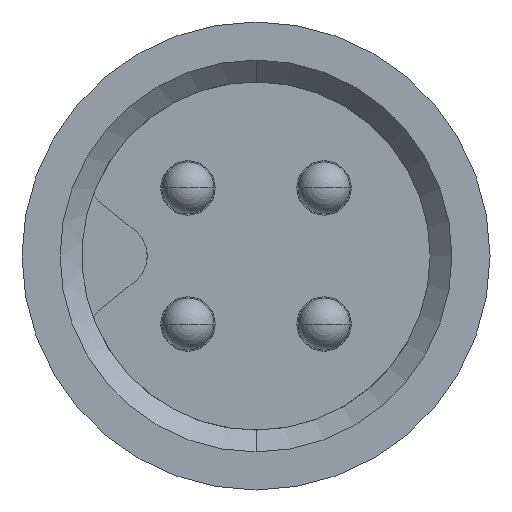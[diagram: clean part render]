
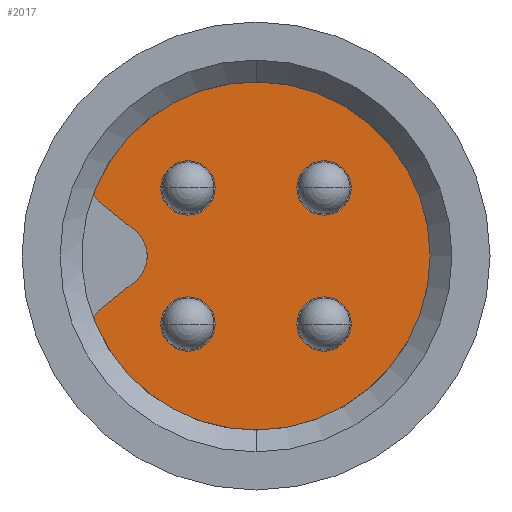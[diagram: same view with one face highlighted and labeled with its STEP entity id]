
A CAD part, left-side view. The second image highlights one B-rep face of the part: STEP entity #2017.
In plain terms, the highlighted planar face has unit normal (-1, 0, 0).
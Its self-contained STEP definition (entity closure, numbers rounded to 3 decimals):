
#543=DIRECTION('',(0.,0.777,-0.629));
#544=VECTOR('',#543,0.43);
#545=CARTESIAN_POINT('',(4.5,1.111,-0.233));
#546=LINE('',#545,#544);
#547=CARTESIAN_POINT('',(4.5,1.3,0.));
#548=DIRECTION('',(1.,0.,0.));
#549=DIRECTION('',(0.,-0.629,0.777));
#550=AXIS2_PLACEMENT_3D('',#547,#548,#549);
#552=DIRECTION('',(0.,-0.777,-0.629));
#553=VECTOR('',#552,0.43);
#554=CARTESIAN_POINT('',(4.5,1.446,0.504));
#555=LINE('',#554,#553);
#556=CARTESIAN_POINT('',(4.5,1.383,0.582));
#557=DIRECTION('',(-1.,0.,0.));
#558=DIRECTION('',(0.,0.922,0.388));
#559=AXIS2_PLACEMENT_3D('',#556,#557,#558);
#561=CARTESIAN_POINT('',(4.5,0.,0.));
#562=DIRECTION('',(1.,0.,0.));
#563=DIRECTION('',(0.,0.922,0.388));
#564=AXIS2_PLACEMENT_3D('',#561,#562,#563);
#566=CARTESIAN_POINT('',(4.5,1.383,-0.582));
#567=DIRECTION('',(-1.,0.,0.));
#568=DIRECTION('',(0.,0.629,0.777));
#569=AXIS2_PLACEMENT_3D('',#566,#567,#568);
#571=CARTESIAN_POINT('',(4.5,-0.625,0.625));
#572=DIRECTION('',(-1.,0.,0.));
#573=DIRECTION('',(0.,-1.,0.));
#574=AXIS2_PLACEMENT_3D('',#571,#572,#573);
#576=CARTESIAN_POINT('',(4.5,-0.625,0.625));
#577=DIRECTION('',(-1.,0.,0.));
#578=DIRECTION('',(0.,1.,0.));
#579=AXIS2_PLACEMENT_3D('',#576,#577,#578);
#581=CARTESIAN_POINT('',(4.5,0.625,0.625));
#582=DIRECTION('',(-1.,0.,0.));
#583=DIRECTION('',(0.,-1.,0.));
#584=AXIS2_PLACEMENT_3D('',#581,#582,#583);
#586=CARTESIAN_POINT('',(4.5,0.625,0.625));
#587=DIRECTION('',(-1.,0.,0.));
#588=DIRECTION('',(0.,1.,0.));
#589=AXIS2_PLACEMENT_3D('',#586,#587,#588);
#591=CARTESIAN_POINT('',(4.5,0.625,-0.625));
#592=DIRECTION('',(-1.,0.,0.));
#593=DIRECTION('',(0.,-1.,0.));
#594=AXIS2_PLACEMENT_3D('',#591,#592,#593);
#596=CARTESIAN_POINT('',(4.5,0.625,-0.625));
#597=DIRECTION('',(-1.,0.,0.));
#598=DIRECTION('',(0.,1.,0.));
#599=AXIS2_PLACEMENT_3D('',#596,#597,#598);
#601=CARTESIAN_POINT('',(4.5,-0.625,-0.625));
#602=DIRECTION('',(-1.,0.,0.));
#603=DIRECTION('',(0.,-1.,0.));
#604=AXIS2_PLACEMENT_3D('',#601,#602,#603);
#606=CARTESIAN_POINT('',(4.5,-0.625,-0.625));
#607=DIRECTION('',(-1.,0.,0.));
#608=DIRECTION('',(0.,1.,0.));
#609=AXIS2_PLACEMENT_3D('',#606,#607,#608);
#991=CARTESIAN_POINT('',(4.5,1.111,-0.233));
#992=CARTESIAN_POINT('',(4.5,1.446,-0.504));
#993=VERTEX_POINT('',#991);
#994=VERTEX_POINT('',#992);
#995=CARTESIAN_POINT('',(4.5,1.475,-0.62));
#996=VERTEX_POINT('',#995);
#997=CARTESIAN_POINT('',(4.5,1.475,0.62));
#998=VERTEX_POINT('',#997);
#999=CARTESIAN_POINT('',(4.5,1.446,0.504));
#1000=VERTEX_POINT('',#999);
#1001=CARTESIAN_POINT('',(4.5,1.111,0.233));
#1002=VERTEX_POINT('',#1001);
#1229=CARTESIAN_POINT('',(4.5,-0.875,0.625));
#1230=CARTESIAN_POINT('',(4.5,-0.375,0.625));
#1231=VERTEX_POINT('',#1229);
#1232=VERTEX_POINT('',#1230);
#1233=CARTESIAN_POINT('',(4.5,0.375,0.625));
#1234=CARTESIAN_POINT('',(4.5,0.875,0.625));
#1235=VERTEX_POINT('',#1233);
#1236=VERTEX_POINT('',#1234);
#1237=CARTESIAN_POINT('',(4.5,0.375,-0.625));
#1238=CARTESIAN_POINT('',(4.5,0.875,-0.625));
#1239=VERTEX_POINT('',#1237);
#1240=VERTEX_POINT('',#1238);
#1241=CARTESIAN_POINT('',(4.5,-0.875,-0.625));
#1242=CARTESIAN_POINT('',(4.5,-0.375,-0.625));
#1243=VERTEX_POINT('',#1241);
#1244=VERTEX_POINT('',#1242);
#1975=CARTESIAN_POINT('',(4.5,0.,0.));
#1976=DIRECTION('',(1.,0.,0.));
#1977=DIRECTION('',(0.,0.,-1.));
#1978=AXIS2_PLACEMENT_3D('',#1975,#1976,#1977);
#1979=PLANE('',#1978);
#1981=ORIENTED_EDGE('',*,*,#1980,.F.);
#1983=ORIENTED_EDGE('',*,*,#1982,.F.);
#1985=ORIENTED_EDGE('',*,*,#1984,.F.);
#1987=ORIENTED_EDGE('',*,*,#1986,.F.);
#1989=ORIENTED_EDGE('',*,*,#1988,.T.);
#1991=ORIENTED_EDGE('',*,*,#1990,.F.);
#1992=EDGE_LOOP('',(#1981,#1983,#1985,#1987,#1989,#1991));
#1993=FACE_OUTER_BOUND('',#1992,.F.);
#1994=ORIENTED_EDGE('',*,*,#1965,.T.);
#1996=ORIENTED_EDGE('',*,*,#1995,.T.);
#1997=EDGE_LOOP('',(#1994,#1996));
#1998=FACE_BOUND('',#1997,.F.);
#2000=ORIENTED_EDGE('',*,*,#1999,.T.);
#2002=ORIENTED_EDGE('',*,*,#2001,.T.);
#2003=EDGE_LOOP('',(#2000,#2002));
#2004=FACE_BOUND('',#2003,.F.);
#2006=ORIENTED_EDGE('',*,*,#2005,.T.);
#2008=ORIENTED_EDGE('',*,*,#2007,.T.);
#2009=EDGE_LOOP('',(#2006,#2008));
#2010=FACE_BOUND('',#2009,.F.);
#2012=ORIENTED_EDGE('',*,*,#2011,.T.);
#2014=ORIENTED_EDGE('',*,*,#2013,.T.);
#2015=EDGE_LOOP('',(#2012,#2014));
#2016=FACE_BOUND('',#2015,.F.);
#551=CIRCLE('',#550,0.3);
#560=CIRCLE('',#559,0.1);
#565=CIRCLE('',#564,1.6);
#570=CIRCLE('',#569,0.1);
#575=CIRCLE('',#574,0.25);
#580=CIRCLE('',#579,0.25);
#585=CIRCLE('',#584,0.25);
#590=CIRCLE('',#589,0.25);
#595=CIRCLE('',#594,0.25);
#600=CIRCLE('',#599,0.25);
#605=CIRCLE('',#604,0.25);
#610=CIRCLE('',#609,0.25);
#1965=EDGE_CURVE('',#1231,#1232,#575,.T.);
#1980=EDGE_CURVE('',#993,#994,#546,.T.);
#1982=EDGE_CURVE('',#1002,#993,#551,.T.);
#1984=EDGE_CURVE('',#1000,#1002,#555,.T.);
#1986=EDGE_CURVE('',#998,#1000,#560,.T.);
#1988=EDGE_CURVE('',#998,#996,#565,.T.);
#1990=EDGE_CURVE('',#994,#996,#570,.T.);
#1995=EDGE_CURVE('',#1232,#1231,#580,.T.);
#1999=EDGE_CURVE('',#1235,#1236,#585,.T.);
#2001=EDGE_CURVE('',#1236,#1235,#590,.T.);
#2005=EDGE_CURVE('',#1239,#1240,#595,.T.);
#2007=EDGE_CURVE('',#1240,#1239,#600,.T.);
#2011=EDGE_CURVE('',#1243,#1244,#605,.T.);
#2013=EDGE_CURVE('',#1244,#1243,#610,.T.);
#2017=ADVANCED_FACE('',(#1993,#1998,#2004,#2010,#2016),#1979,.F.);
